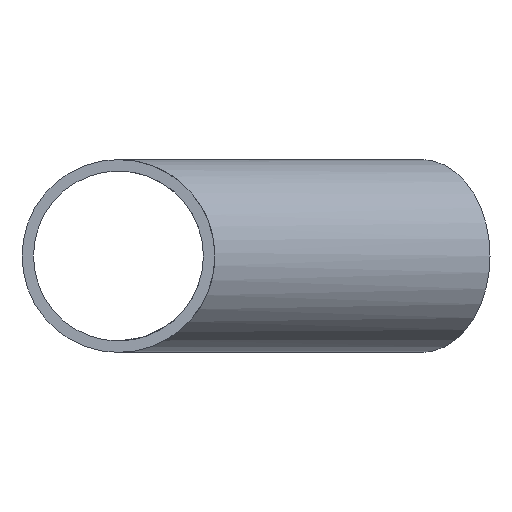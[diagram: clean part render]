
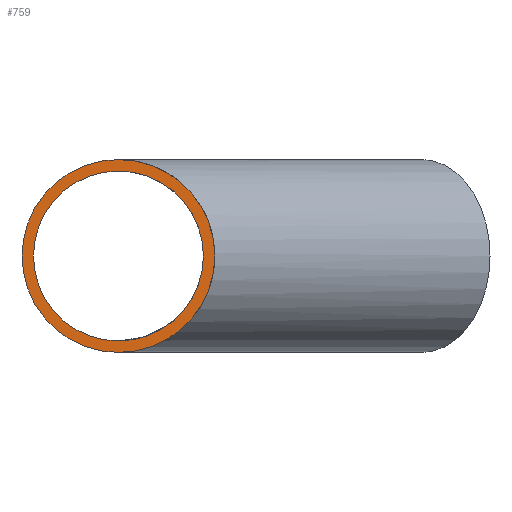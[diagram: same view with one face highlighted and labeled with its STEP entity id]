
A CAD part, front view. The second image highlights one B-rep face of the part: STEP entity #759.
In plain terms, the highlighted planar face has unit normal (0, -1, 0).
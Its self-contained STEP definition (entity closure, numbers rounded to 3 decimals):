
#333=CARTESIAN_POINT('',(-70.5,-181.,0.));
#334=VERTEX_POINT('',#333);
#341=CARTESIAN_POINT('',(0.,-181.,0.));
#342=DIRECTION('',(0.,1.,0.));
#343=DIRECTION('',(1.,0.,0.));
#344=AXIS2_PLACEMENT_3D('',#341,#342,#343);
#345=CIRCLE('',#344,70.5);
#346=EDGE_CURVE('',#334,#334,#345,.T.);
#697=CARTESIAN_POINT('',(-80.,-181.,0.));
#698=VERTEX_POINT('',#697);
#705=CARTESIAN_POINT('',(80.,-181.,0.));
#706=VERTEX_POINT('',#705);
#707=CARTESIAN_POINT('',(0.,-181.,0.));
#708=DIRECTION('',(0.,1.,0.));
#709=DIRECTION('',(1.,0.,0.));
#710=AXIS2_PLACEMENT_3D('',#707,#708,#709);
#711=CIRCLE('',#710,80.);
#712=EDGE_CURVE('',#698,#706,#711,.T.);
#714=EDGE_CURVE('',#706,#698,#711,.T.);
#747=ORIENTED_EDGE('',*,*,#714,.F.);
#748=ORIENTED_EDGE('',*,*,#712,.F.);
#749=EDGE_LOOP('',(#747,#748));
#750=FACE_OUTER_BOUND('',#749,.T.);
#751=ORIENTED_EDGE('',*,*,#346,.T.);
#752=EDGE_LOOP('',(#751));
#753=FACE_BOUND('',#752,.T.);
#754=CARTESIAN_POINT('',(0.,-181.,0.));
#755=DIRECTION('',(0.,1.,0.));
#756=DIRECTION('',(0.,0.,1.));
#757=AXIS2_PLACEMENT_3D('',#754,#755,#756);
#758=PLANE('',#757);
#759=ADVANCED_FACE('',(#750,#753),#758,.F.);
